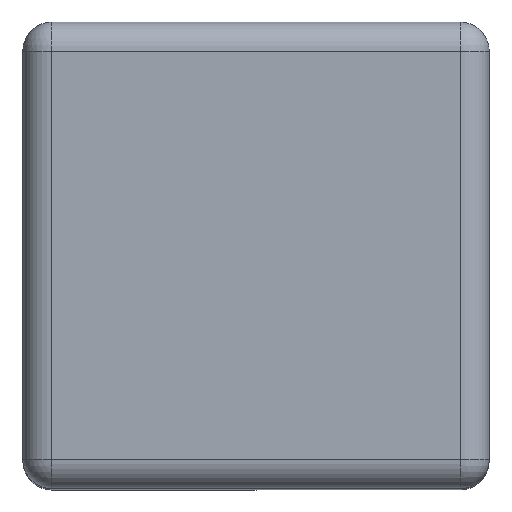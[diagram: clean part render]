
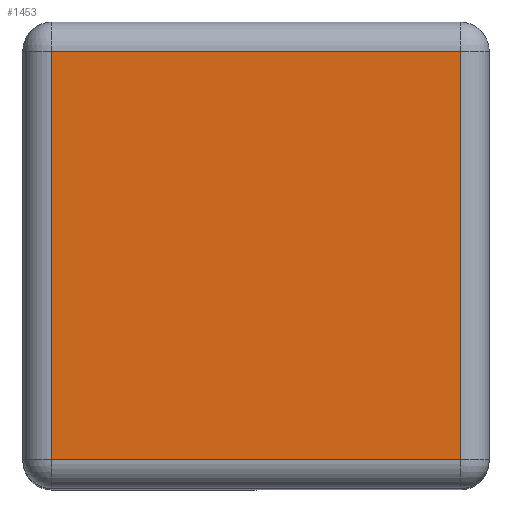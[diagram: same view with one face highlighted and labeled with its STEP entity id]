
A CAD part, top view. The second image highlights one B-rep face of the part: STEP entity #1453.
In plain terms, the highlighted planar face has unit normal (0, 0, 1).
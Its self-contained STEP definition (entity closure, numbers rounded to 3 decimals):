
#12 = DIRECTION ( 'NONE',  ( 0., -1., 0. ) ) ;
#266 = CARTESIAN_POINT ( 'NONE',  ( -0.7, 0.7, 0. ) ) ;
#453 = DIRECTION ( 'NONE',  ( 0., 0., 1. ) ) ;
#455 = CARTESIAN_POINT ( 'NONE',  ( -0.7, 0., 0. ) ) ;
#467 = EDGE_CURVE ( 'NONE', #509, #1326, #779, .T. ) ;
#509 = VERTEX_POINT ( 'NONE', #1031 ) ;
#535 = EDGE_CURVE ( 'NONE', #1326, #1076, #951, .T. ) ;
#545 = VECTOR ( 'NONE', #601, 1000. ) ;
#555 = CARTESIAN_POINT ( 'NONE',  ( -0.7, -0.7, 0. ) ) ;
#584 = ORIENTED_EDGE ( 'NONE', *, *, #1116, .T. ) ;
#592 = ORIENTED_EDGE ( 'NONE', *, *, #1157, .T. ) ;
#601 = DIRECTION ( 'NONE',  ( -1., 0., 0. ) ) ;
#779 = LINE ( 'NONE', #1177, #1404 ) ;
#799 = PLANE ( 'NONE',  #863 ) ;
#863 = AXIS2_PLACEMENT_3D ( 'NONE', #910, #453, #961 ) ;
#910 = CARTESIAN_POINT ( 'NONE',  ( 0., 0., 0. ) ) ;
#914 = CARTESIAN_POINT ( 'NONE',  ( 0., -0.7, 0. ) ) ;
#951 = LINE ( 'NONE', #1381, #545 ) ;
#961 = DIRECTION ( 'NONE',  ( 1., 0., 0. ) ) ;
#1031 = CARTESIAN_POINT ( 'NONE',  ( 0.7, -0.7, 0. ) ) ;
#1076 = VERTEX_POINT ( 'NONE', #266 ) ;
#1116 = EDGE_CURVE ( 'NONE', #1076, #1684, #1964, .T. ) ;
#1157 = EDGE_CURVE ( 'NONE', #1684, #509, #1343, .T. ) ;
#1177 = CARTESIAN_POINT ( 'NONE',  ( 0.7, 0., 0. ) ) ;
#1198 = FACE_OUTER_BOUND ( 'NONE', #1567, .T. ) ;
#1326 = VERTEX_POINT ( 'NONE', #1569 ) ;
#1343 = LINE ( 'NONE', #914, #1464 ) ;
#1381 = CARTESIAN_POINT ( 'NONE',  ( 0., 0.7, 0. ) ) ;
#1404 = VECTOR ( 'NONE', #1956, 1000. ) ;
#1416 = ORIENTED_EDGE ( 'NONE', *, *, #535, .T. ) ;
#1453 = ADVANCED_FACE ( 'NONE', ( #1198 ), #799, .T. ) ;
#1464 = VECTOR ( 'NONE', #1821, 1000. ) ;
#1500 = ORIENTED_EDGE ( 'NONE', *, *, #467, .T. ) ;
#1567 = EDGE_LOOP ( 'NONE', ( #1500, #1416, #584, #592 ) ) ;
#1569 = CARTESIAN_POINT ( 'NONE',  ( 0.7, 0.7, 0. ) ) ;
#1618 = VECTOR ( 'NONE', #12, 1000. ) ;
#1684 = VERTEX_POINT ( 'NONE', #555 ) ;
#1821 = DIRECTION ( 'NONE',  ( 1., 0., 0. ) ) ;
#1956 = DIRECTION ( 'NONE',  ( 0., 1., 0. ) ) ;
#1964 = LINE ( 'NONE', #455, #1618 ) ;
